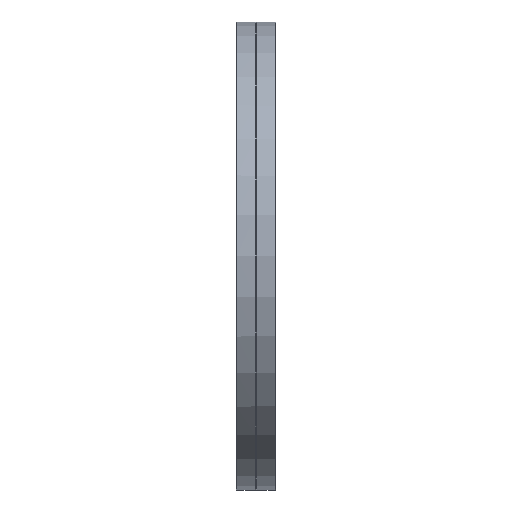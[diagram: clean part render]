
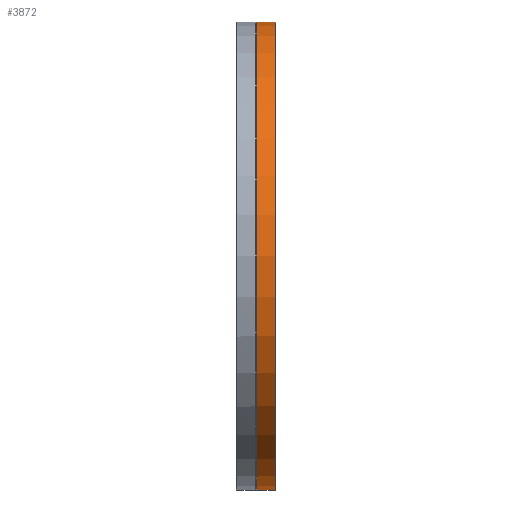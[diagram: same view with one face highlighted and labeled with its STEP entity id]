
A CAD part, left-side view. The second image highlights one B-rep face of the part: STEP entity #3872.
In plain terms, the highlighted cylindrical face has radius 152 mm (diameter 304 mm), a full revolution.
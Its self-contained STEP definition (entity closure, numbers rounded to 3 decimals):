
#335=CYLINDRICAL_SURFACE('',#4172,152.);
#396=FACE_OUTER_BOUND('',#654,.T.);
#654=EDGE_LOOP('',(#2689,#2690,#2691,#2692,#2693,#2694,#2695));
#913=LINE('',#5693,#1132);
#1132=VECTOR('',#4674,152.);
#1362=CIRCLE('',#4134,152.);
#1363=CIRCLE('',#4135,152.);
#1399=CIRCLE('',#4173,152.);
#1400=CIRCLE('',#4174,152.);
#1401=CIRCLE('',#4175,152.);
#1606=VERTEX_POINT('',#5610);
#1607=VERTEX_POINT('',#5611);
#1643=VERTEX_POINT('',#5687);
#1644=VERTEX_POINT('',#5688);
#1645=VERTEX_POINT('',#5690);
#2011=EDGE_CURVE('',#1606,#1607,#1362,.T.);
#2012=EDGE_CURVE('',#1607,#1606,#1363,.T.);
#2049=EDGE_CURVE('',#1643,#1644,#1399,.T.);
#2050=EDGE_CURVE('',#1645,#1643,#1400,.T.);
#2051=EDGE_CURVE('',#1644,#1645,#1401,.T.);
#2052=EDGE_CURVE('',#1644,#1607,#913,.T.);
#2689=ORIENTED_EDGE('',*,*,#2049,.F.);
#2690=ORIENTED_EDGE('',*,*,#2050,.F.);
#2691=ORIENTED_EDGE('',*,*,#2051,.F.);
#2692=ORIENTED_EDGE('',*,*,#2052,.T.);
#2693=ORIENTED_EDGE('',*,*,#2011,.F.);
#2694=ORIENTED_EDGE('',*,*,#2012,.F.);
#2695=ORIENTED_EDGE('',*,*,#2052,.F.);
#3872=ADVANCED_FACE('',(#396),#335,.T.);
#4134=AXIS2_PLACEMENT_3D('',#5612,#4589,#4590);
#4135=AXIS2_PLACEMENT_3D('',#5613,#4591,#4592);
#4172=AXIS2_PLACEMENT_3D('',#5686,#4666,#4667);
#4173=AXIS2_PLACEMENT_3D('',#5689,#4668,#4669);
#4174=AXIS2_PLACEMENT_3D('',#5691,#4670,#4671);
#4175=AXIS2_PLACEMENT_3D('',#5692,#4672,#4673);
#4589=DIRECTION('center_axis',(0.,-1.,0.));
#4590=DIRECTION('ref_axis',(1.,0.,0.));
#4591=DIRECTION('center_axis',(0.,-1.,0.));
#4592=DIRECTION('ref_axis',(1.,0.,0.));
#4666=DIRECTION('center_axis',(0.,1.,0.));
#4667=DIRECTION('ref_axis',(-1.,0.,0.));
#4668=DIRECTION('center_axis',(0.,1.,0.));
#4669=DIRECTION('ref_axis',(1.,0.,0.));
#4670=DIRECTION('center_axis',(0.,1.,0.));
#4671=DIRECTION('ref_axis',(1.,0.,0.));
#4672=DIRECTION('center_axis',(0.,1.,0.));
#4673=DIRECTION('ref_axis',(1.,0.,0.));
#4674=DIRECTION('',(0.,-1.,0.));
#5610=CARTESIAN_POINT('',(-152.,0.5,0.));
#5611=CARTESIAN_POINT('',(152.,0.5,0.));
#5612=CARTESIAN_POINT('Origin',(0.,0.5,0.));
#5613=CARTESIAN_POINT('Origin',(0.,0.5,0.));
#5686=CARTESIAN_POINT('Origin',(0.,6.231,0.));
#5687=CARTESIAN_POINT('',(-152.,12.463,0.));
#5688=CARTESIAN_POINT('',(152.,12.463,0.));
#5689=CARTESIAN_POINT('Origin',(0.,12.463,0.));
#5690=CARTESIAN_POINT('',(0.,12.463,-152.));
#5691=CARTESIAN_POINT('Origin',(0.,12.463,0.));
#5692=CARTESIAN_POINT('Origin',(0.,12.463,0.));
#5693=CARTESIAN_POINT('',(152.,6.231,0.));
